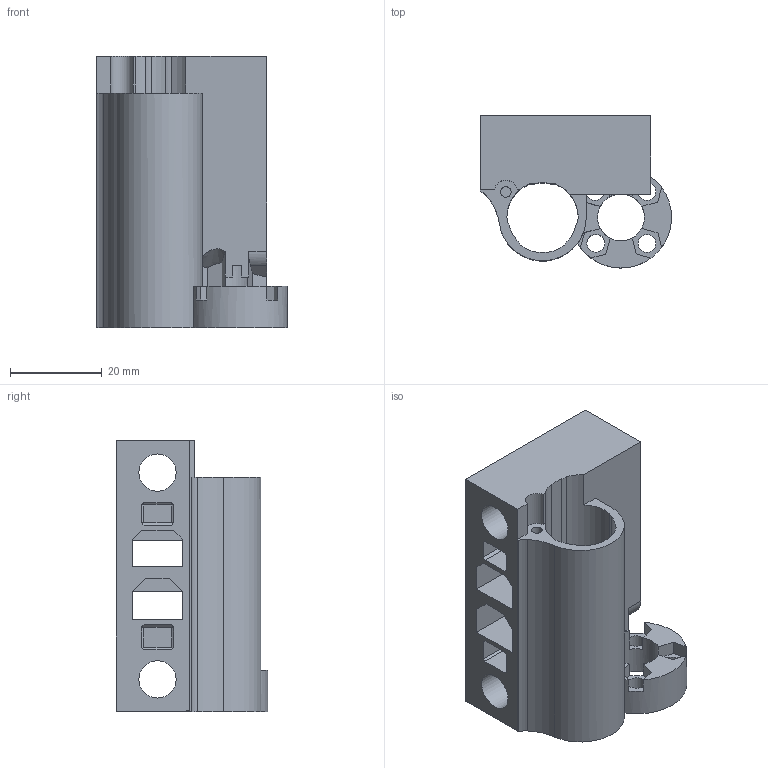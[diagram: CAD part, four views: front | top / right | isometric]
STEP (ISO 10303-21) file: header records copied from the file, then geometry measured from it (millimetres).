
FILE_DESCRIPTION(/* description */ (''),/* implementation_level */ '2;1');
FILE_NAME(/* name */ 'X-end-idler_Tr8.step',/* time_stamp */ '2020-01-25T06:58:12+01:00',/* author */ (''),/* organization */ (''),/* preprocessor_version */ 'ST-DEVELOPER v18',/* originating_system */ 'Autodesk Translation Framework v8.12.0.6',/* authorisation */ '');
FILE_SCHEMA (('AUTOMOTIVE_DESIGN { 1 0 10303 214 3 1 1 }'));
Length unit declared in the file: millimetre
Products named in the file (1): P3s_-X-end-stepper_Tr8_v2
Bounding box: 41.56 x 33 x 59 mm (x, y, z)
Volume: 29445.5 mm3; surface area: 17351.8 mm2
Topology: 1 solids, 2 shells, 137 faces, 403 edges, 271 vertices
Faces by surface type: plane 86, cylinder 42, cone 5, bspline 2, torus 2
Full cylindrical faces by diameter (mm): 2.3 x1, 3.9 x4, 8.12 x2, 10.2 x1
Entity records: 4837 total; most frequent: CARTESIAN_POINT 1024, ORIENTED_EDGE 806, DIRECTION 786, EDGE_CURVE 403, VERTEX_POINT 271, AXIS2_PLACEMENT_3D 264, LINE 258, VECTOR 258
